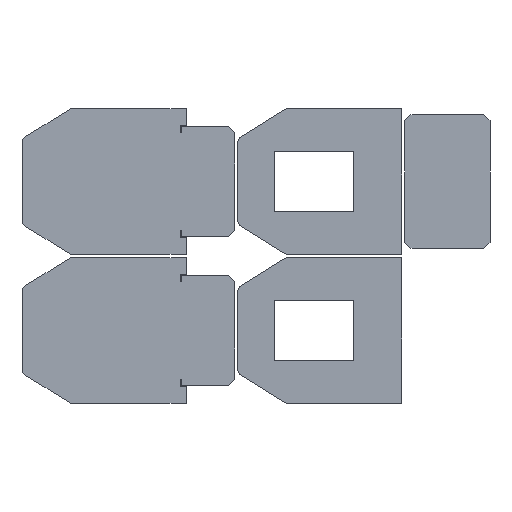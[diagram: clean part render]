
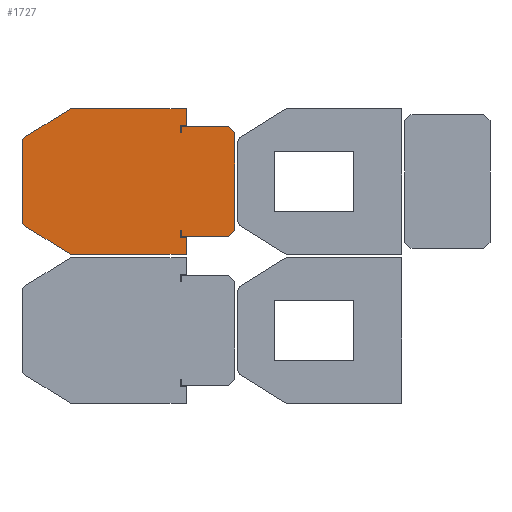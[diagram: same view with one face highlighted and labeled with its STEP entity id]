
A CAD part, top view. The second image highlights one B-rep face of the part: STEP entity #1727.
In plain terms, the highlighted planar face has unit normal (0, 0, 1).
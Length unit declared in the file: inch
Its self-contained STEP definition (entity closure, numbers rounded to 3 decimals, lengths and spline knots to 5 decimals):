
#51=CIRCLE('',#1848,0.5);
#52=CIRCLE('',#1849,0.5);
#53=CIRCLE('',#1850,0.5);
#54=CIRCLE('',#1851,0.5);
#93=FACE_OUTER_BOUND('',#189,.T.);
#189=EDGE_LOOP('',(#1219,#1220,#1221,#1222,#1223,#1224,#1225,#1226,#1227,
#1228,#1229,#1230,#1231,#1232,#1233,#1234,#1235,#1236,#1237,#1238,#1239,
#1240,#1241,#1242));
#301=LINE('',#2511,#521);
#305=LINE('',#2519,#525);
#308=LINE('',#2525,#528);
#309=LINE('',#2527,#529);
#310=LINE('',#2529,#530);
#311=LINE('',#2531,#531);
#312=LINE('',#2533,#532);
#313=LINE('',#2535,#533);
#314=LINE('',#2537,#534);
#315=LINE('',#2539,#535);
#316=LINE('',#2541,#536);
#317=LINE('',#2545,#537);
#318=LINE('',#2549,#538);
#319=LINE('',#2553,#539);
#320=LINE('',#2557,#540);
#321=LINE('',#2559,#541);
#322=LINE('',#2561,#542);
#323=LINE('',#2563,#543);
#324=LINE('',#2565,#544);
#325=LINE('',#2566,#545);
#521=VECTOR('',#2033,0.3937);
#525=VECTOR('',#2039,0.3937);
#528=VECTOR('',#2044,0.3937);
#529=VECTOR('',#2045,0.3937);
#530=VECTOR('',#2046,0.3937);
#531=VECTOR('',#2047,0.3937);
#532=VECTOR('',#2048,0.3937);
#533=VECTOR('',#2049,0.3937);
#534=VECTOR('',#2050,0.3937);
#535=VECTOR('',#2051,0.3937);
#536=VECTOR('',#2052,0.3937);
#537=VECTOR('',#2055,0.3937);
#538=VECTOR('',#2058,0.3937);
#539=VECTOR('',#2061,0.3937);
#540=VECTOR('',#2064,0.3937);
#541=VECTOR('',#2065,0.3937);
#542=VECTOR('',#2066,0.3937);
#543=VECTOR('',#2067,0.3937);
#544=VECTOR('',#2068,0.3937);
#545=VECTOR('',#2069,0.3937);
#735=VERTEX_POINT('',#2509);
#736=VERTEX_POINT('',#2510);
#739=VERTEX_POINT('',#2518);
#741=VERTEX_POINT('',#2524);
#742=VERTEX_POINT('',#2526);
#743=VERTEX_POINT('',#2528);
#744=VERTEX_POINT('',#2530);
#745=VERTEX_POINT('',#2532);
#746=VERTEX_POINT('',#2534);
#747=VERTEX_POINT('',#2536);
#748=VERTEX_POINT('',#2538);
#749=VERTEX_POINT('',#2540);
#750=VERTEX_POINT('',#2542);
#751=VERTEX_POINT('',#2544);
#752=VERTEX_POINT('',#2546);
#753=VERTEX_POINT('',#2548);
#754=VERTEX_POINT('',#2550);
#755=VERTEX_POINT('',#2552);
#756=VERTEX_POINT('',#2554);
#757=VERTEX_POINT('',#2556);
#758=VERTEX_POINT('',#2558);
#759=VERTEX_POINT('',#2560);
#760=VERTEX_POINT('',#2562);
#761=VERTEX_POINT('',#2564);
#917=EDGE_CURVE('',#735,#736,#301,.T.);
#921=EDGE_CURVE('',#736,#739,#305,.T.);
#924=EDGE_CURVE('',#741,#735,#308,.T.);
#925=EDGE_CURVE('',#742,#741,#309,.T.);
#926=EDGE_CURVE('',#743,#742,#310,.T.);
#927=EDGE_CURVE('',#744,#743,#311,.T.);
#928=EDGE_CURVE('',#744,#745,#312,.T.);
#929=EDGE_CURVE('',#745,#746,#313,.T.);
#930=EDGE_CURVE('',#747,#746,#314,.T.);
#931=EDGE_CURVE('',#748,#747,#315,.T.);
#932=EDGE_CURVE('',#749,#748,#316,.T.);
#933=EDGE_CURVE('',#750,#749,#51,.T.);
#934=EDGE_CURVE('',#751,#750,#317,.T.);
#935=EDGE_CURVE('',#752,#751,#52,.T.);
#936=EDGE_CURVE('',#752,#753,#318,.T.);
#937=EDGE_CURVE('',#754,#753,#53,.T.);
#938=EDGE_CURVE('',#755,#754,#319,.T.);
#939=EDGE_CURVE('',#756,#755,#54,.T.);
#940=EDGE_CURVE('',#757,#756,#320,.T.);
#941=EDGE_CURVE('',#758,#757,#321,.T.);
#942=EDGE_CURVE('',#758,#759,#322,.T.);
#943=EDGE_CURVE('',#759,#760,#323,.T.);
#944=EDGE_CURVE('',#760,#761,#324,.T.);
#945=EDGE_CURVE('',#739,#761,#325,.T.);
#1219=ORIENTED_EDGE('',*,*,#917,.F.);
#1220=ORIENTED_EDGE('',*,*,#924,.F.);
#1221=ORIENTED_EDGE('',*,*,#925,.F.);
#1222=ORIENTED_EDGE('',*,*,#926,.F.);
#1223=ORIENTED_EDGE('',*,*,#927,.F.);
#1224=ORIENTED_EDGE('',*,*,#928,.T.);
#1225=ORIENTED_EDGE('',*,*,#929,.T.);
#1226=ORIENTED_EDGE('',*,*,#930,.F.);
#1227=ORIENTED_EDGE('',*,*,#931,.F.);
#1228=ORIENTED_EDGE('',*,*,#932,.F.);
#1229=ORIENTED_EDGE('',*,*,#933,.F.);
#1230=ORIENTED_EDGE('',*,*,#934,.F.);
#1231=ORIENTED_EDGE('',*,*,#935,.F.);
#1232=ORIENTED_EDGE('',*,*,#936,.T.);
#1233=ORIENTED_EDGE('',*,*,#937,.F.);
#1234=ORIENTED_EDGE('',*,*,#938,.F.);
#1235=ORIENTED_EDGE('',*,*,#939,.F.);
#1236=ORIENTED_EDGE('',*,*,#940,.F.);
#1237=ORIENTED_EDGE('',*,*,#941,.F.);
#1238=ORIENTED_EDGE('',*,*,#942,.T.);
#1239=ORIENTED_EDGE('',*,*,#943,.T.);
#1240=ORIENTED_EDGE('',*,*,#944,.T.);
#1241=ORIENTED_EDGE('',*,*,#945,.F.);
#1242=ORIENTED_EDGE('',*,*,#921,.F.);
#1645=PLANE('',#1847);
#1727=ADVANCED_FACE('',(#93),#1645,.T.);
#1847=AXIS2_PLACEMENT_3D('',#2523,#2042,#2043);
#1848=AXIS2_PLACEMENT_3D('',#2543,#2053,#2054);
#1849=AXIS2_PLACEMENT_3D('',#2547,#2056,#2057);
#1850=AXIS2_PLACEMENT_3D('',#2551,#2059,#2060);
#1851=AXIS2_PLACEMENT_3D('',#2555,#2062,#2063);
#2033=DIRECTION('',(-0.707,-0.707,0.));
#2039=DIRECTION('',(-1.,0.,0.));
#2042=DIRECTION('center_axis',(0.,0.,1.));
#2043=DIRECTION('ref_axis',(1.,0.,0.));
#2044=DIRECTION('',(0.,-1.,0.));
#2045=DIRECTION('',(0.707,-0.707,0.));
#2046=DIRECTION('',(1.,0.,0.));
#2047=DIRECTION('',(0.,1.,0.));
#2048=DIRECTION('',(-1.,0.,0.));
#2049=DIRECTION('',(0.,1.,0.));
#2050=DIRECTION('',(-1.,0.,0.));
#2051=DIRECTION('',(0.,-1.,0.));
#2052=DIRECTION('',(1.,0.,0.));
#2053=DIRECTION('center_axis',(0.,0.,-1.));
#2054=DIRECTION('ref_axis',(-0.276,0.961,0.));
#2055=DIRECTION('',(0.848,0.53,0.));
#2056=DIRECTION('center_axis',(0.,0.,-1.));
#2057=DIRECTION('ref_axis',(-0.875,0.485,0.));
#2058=DIRECTION('',(0.,-1.,0.));
#2059=DIRECTION('center_axis',(0.,0.,-1.));
#2060=DIRECTION('ref_axis',(-0.875,-0.485,0.));
#2061=DIRECTION('',(-0.848,0.53,0.));
#2062=DIRECTION('center_axis',(0.,0.,-1.));
#2063=DIRECTION('ref_axis',(-0.276,-0.961,0.));
#2064=DIRECTION('',(-1.,0.,0.));
#2065=DIRECTION('',(0.,-1.,0.));
#2066=DIRECTION('',(-1.,0.,0.));
#2067=DIRECTION('',(0.,1.,0.));
#2068=DIRECTION('',(1.,0.,0.));
#2069=DIRECTION('',(0.,1.,0.));
#2509=CARTESIAN_POINT('',(14.25,-1.5,0.1));
#2510=CARTESIAN_POINT('',(13.75,-2.,0.1));
#2511=CARTESIAN_POINT('',(12.9375,-2.8125,0.1));
#2518=CARTESIAN_POINT('',(9.85,-2.,0.1));
#2519=CARTESIAN_POINT('',(9.75,-2.,0.1));
#2523=CARTESIAN_POINT('Origin',(5.5,2.5,0.1));
#2524=CARTESIAN_POINT('',(14.25,6.5,0.1));
#2525=CARTESIAN_POINT('',(14.25,-1.,0.1));
#2526=CARTESIAN_POINT('',(13.75,7.,0.1));
#2527=CARTESIAN_POINT('',(12.9375,7.8125,0.1));
#2528=CARTESIAN_POINT('',(9.85,7.,0.1));
#2529=CARTESIAN_POINT('',(9.125,7.,0.1));
#2530=CARTESIAN_POINT('',(9.85,6.5,0.1));
#2531=CARTESIAN_POINT('',(9.85,4.625,0.1));
#2532=CARTESIAN_POINT('',(9.75,6.5,0.1));
#2533=CARTESIAN_POINT('',(7.75,6.5,0.1));
#2534=CARTESIAN_POINT('',(9.75,7.1,0.1));
#2535=CARTESIAN_POINT('',(9.75,4.625,0.1));
#2536=CARTESIAN_POINT('',(10.25,7.1,0.1));
#2537=CARTESIAN_POINT('',(10.,7.1,0.1));
#2538=CARTESIAN_POINT('',(10.25,8.5,0.1));
#2539=CARTESIAN_POINT('',(10.25,7.55,0.1));
#2540=CARTESIAN_POINT('',(0.8934,8.5,0.1));
#2541=CARTESIAN_POINT('',(5.5,8.5,0.1));
#2542=CARTESIAN_POINT('',(0.6284,8.424,0.1));
#2543=CARTESIAN_POINT('Origin',(0.8934,8.,0.1));
#2544=CARTESIAN_POINT('',(-3.015,6.14688,0.1));
#2545=CARTESIAN_POINT('',(0.10955,8.09972,0.1));
#2546=CARTESIAN_POINT('',(-3.25,5.72288,0.1));
#2547=CARTESIAN_POINT('Origin',(-2.75,5.72288,0.1));
#2548=CARTESIAN_POINT('',(-3.25,-0.72288,0.1));
#2549=CARTESIAN_POINT('',(-3.25,2.5,0.1));
#2550=CARTESIAN_POINT('',(-3.015,-1.14688,0.1));
#2551=CARTESIAN_POINT('Origin',(-2.75,-0.72288,0.1));
#2552=CARTESIAN_POINT('',(0.6284,-3.424,0.1));
#2553=CARTESIAN_POINT('',(0.10955,-3.09972,0.1));
#2554=CARTESIAN_POINT('',(0.8934,-3.5,0.1));
#2555=CARTESIAN_POINT('Origin',(0.8934,-3.,0.1));
#2556=CARTESIAN_POINT('',(10.25,-3.5,0.1));
#2557=CARTESIAN_POINT('',(10.,-3.5,0.1));
#2558=CARTESIAN_POINT('',(10.25,-2.1,0.1));
#2559=CARTESIAN_POINT('',(10.25,-2.55,0.1));
#2560=CARTESIAN_POINT('',(9.75,-2.1,0.1));
#2561=CARTESIAN_POINT('',(10.,-2.1,0.1));
#2562=CARTESIAN_POINT('',(9.75,-1.5,0.1));
#2563=CARTESIAN_POINT('',(9.75,0.375,0.1));
#2564=CARTESIAN_POINT('',(9.85,-1.5,0.1));
#2565=CARTESIAN_POINT('',(7.75,-1.5,0.1));
#2566=CARTESIAN_POINT('',(9.85,0.375,0.1));
